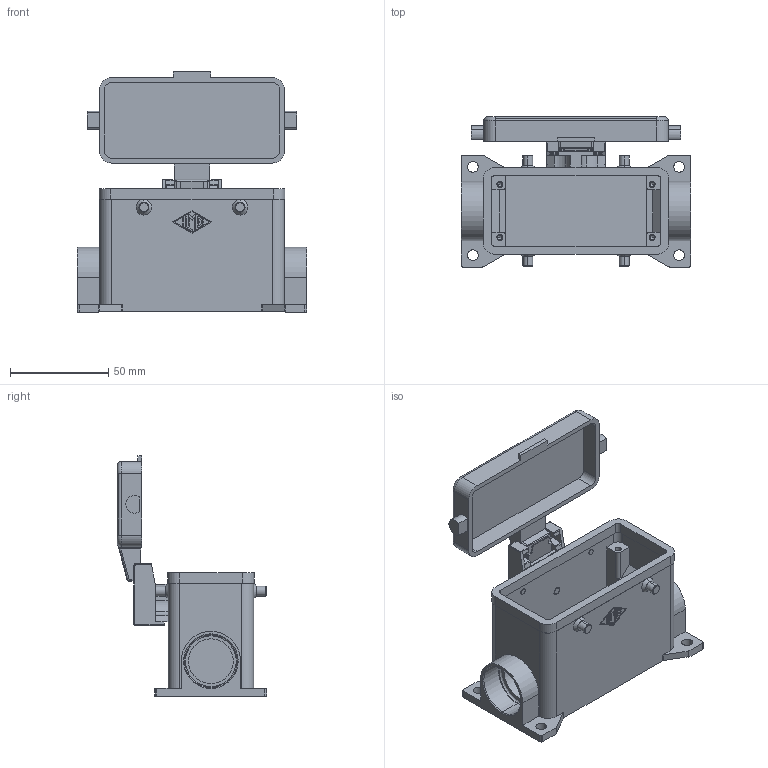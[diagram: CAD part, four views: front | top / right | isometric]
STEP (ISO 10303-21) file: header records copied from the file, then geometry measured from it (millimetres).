
FILE_DESCRIPTION((''),'2;1');
FILE_NAME('CMP 06 CS.stp','2006-12-21T16:01:42',('CADmaster'),(''),'Autodesk Inventor 7','Autodesk Inventor 7','');
FILE_SCHEMA(('AUTOMOTIVE_DESIGN { 1 0 10303 214 1 1 1 1 }'));
Length unit declared in the file: millimetre
Products named in the file (1): CMP 06 CS
Bounding box: 117 x 76.25 x 122.5 mm (x, y, z)
Volume: 117308.9 mm3; surface area: 66261 mm2
Topology: 2 solids, 3 shells, 475 faces, 1249 edges, 798 vertices
Faces by surface type: cylinder 177, plane 177, bspline 93, torus 16, cone 10, sphere 2
Entity records: 15921 total; most frequent: CARTESIAN_POINT 4084, ORIENTED_EDGE 2490, DIRECTION 2485, EDGE_CURVE 1245, AXIS2_PLACEMENT_3D 869, VERTEX_POINT 798, VECTOR 747, LINE 747
